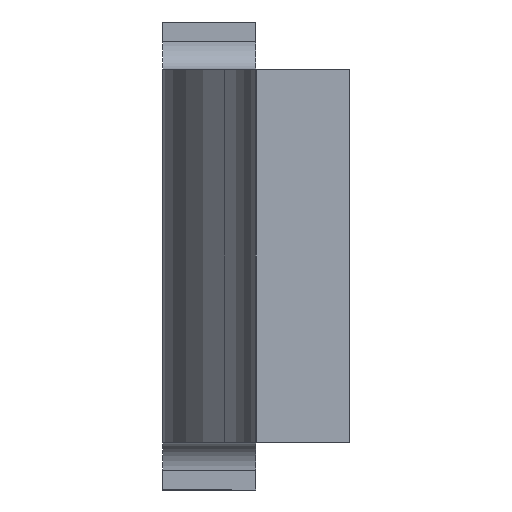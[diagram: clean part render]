
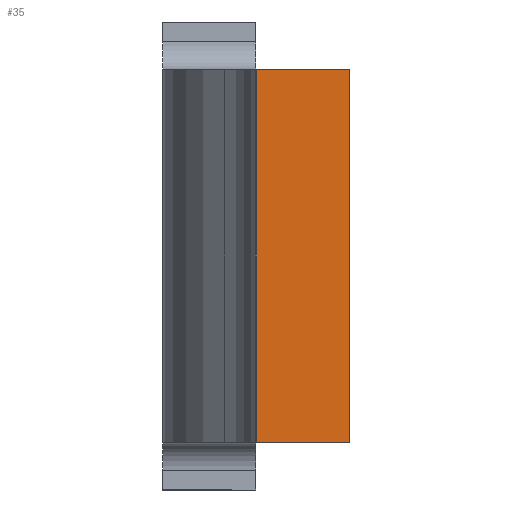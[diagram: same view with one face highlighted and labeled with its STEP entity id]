
A CAD part, left-side view. The second image highlights one B-rep face of the part: STEP entity #35.
In plain terms, the highlighted planar face has unit normal (-1, 0, 0).
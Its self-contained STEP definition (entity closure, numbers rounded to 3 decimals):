
#35 = ADVANCED_FACE ( 'NONE', ( #742 ), #374, .T. ) ;
#60 = LINE ( 'NONE', #987, #1244 ) ;
#130 = CARTESIAN_POINT ( 'NONE',  ( -3.425, 0., -1. ) ) ;
#146 = AXIS2_PLACEMENT_3D ( 'NONE', #956, #379, #1178 ) ;
#211 = ORIENTED_EDGE ( 'NONE', *, *, #323, .F. ) ;
#272 = VERTEX_POINT ( 'NONE', #1113 ) ;
#288 = EDGE_CURVE ( 'NONE', #440, #272, #676, .T. ) ;
#323 = EDGE_CURVE ( 'NONE', #599, #272, #557, .T. ) ;
#374 = PLANE ( 'NONE',  #146 ) ;
#379 = DIRECTION ( 'NONE',  ( -1., 0., 0. ) ) ;
#381 = EDGE_CURVE ( 'NONE', #440, #1188, #60, .T. ) ;
#438 = CARTESIAN_POINT ( 'NONE',  ( -3.425, 0., 1.255 ) ) ;
#440 = VERTEX_POINT ( 'NONE', #130 ) ;
#463 = DIRECTION ( 'NONE',  ( 0., 0., -1. ) ) ;
#508 = ORIENTED_EDGE ( 'NONE', *, *, #288, .T. ) ;
#553 = CARTESIAN_POINT ( 'NONE',  ( -3.425, 0., 1. ) ) ;
#557 = LINE ( 'NONE', #553, #834 ) ;
#599 = VERTEX_POINT ( 'NONE', #1417 ) ;
#628 = ORIENTED_EDGE ( 'NONE', *, *, #1239, .T. ) ;
#676 = LINE ( 'NONE', #438, #1237 ) ;
#742 = FACE_OUTER_BOUND ( 'NONE', #849, .T. ) ;
#751 = DIRECTION ( 'NONE',  ( 0., 1., 0. ) ) ;
#776 = DIRECTION ( 'NONE',  ( 0., -1., 0. ) ) ;
#823 = ORIENTED_EDGE ( 'NONE', *, *, #381, .F. ) ;
#834 = VECTOR ( 'NONE', #776, 1000. ) ;
#849 = EDGE_LOOP ( 'NONE', ( #628, #823, #508, #211 ) ) ;
#907 = DIRECTION ( 'NONE',  ( 0., 0., 1. ) ) ;
#956 = CARTESIAN_POINT ( 'NONE',  ( -3.425, 0., 1.255 ) ) ;
#987 = CARTESIAN_POINT ( 'NONE',  ( -3.425, 0., -1. ) ) ;
#1027 = CARTESIAN_POINT ( 'NONE',  ( -3.425, 0.5, -1. ) ) ;
#1034 = CARTESIAN_POINT ( 'NONE',  ( -3.425, 0.5, 1.255 ) ) ;
#1112 = LINE ( 'NONE', #1034, #1265 ) ;
#1113 = CARTESIAN_POINT ( 'NONE',  ( -3.425, 0., 1. ) ) ;
#1178 = DIRECTION ( 'NONE',  ( 0., -1., 0. ) ) ;
#1188 = VERTEX_POINT ( 'NONE', #1027 ) ;
#1237 = VECTOR ( 'NONE', #907, 1000. ) ;
#1239 = EDGE_CURVE ( 'NONE', #599, #1188, #1112, .T. ) ;
#1244 = VECTOR ( 'NONE', #751, 1000. ) ;
#1265 = VECTOR ( 'NONE', #463, 1000. ) ;
#1417 = CARTESIAN_POINT ( 'NONE',  ( -3.425, 0.5, 1. ) ) ;
